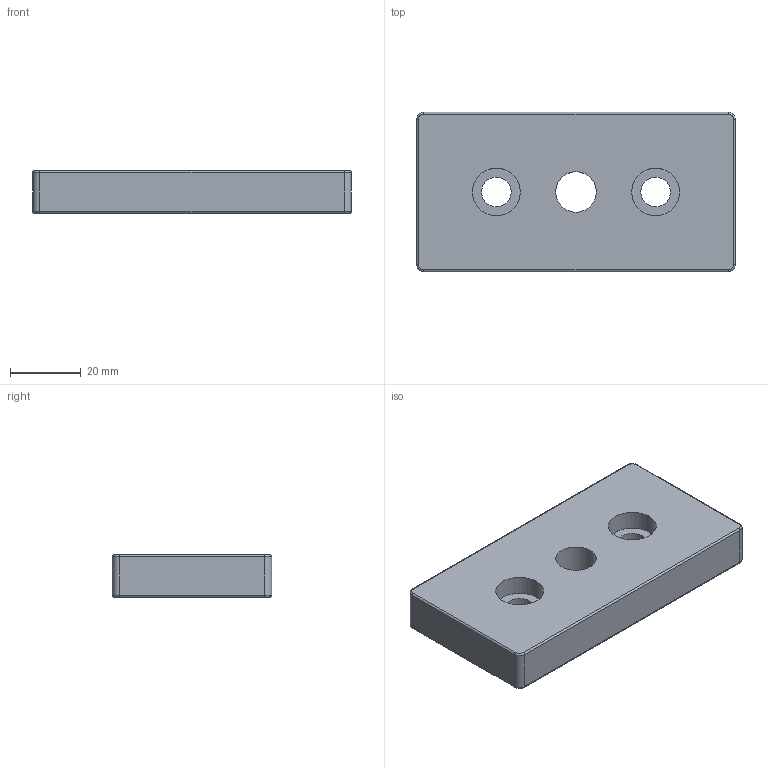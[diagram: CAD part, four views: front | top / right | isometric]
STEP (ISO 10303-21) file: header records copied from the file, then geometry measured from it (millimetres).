
FILE_DESCRIPTION(/* description */ (''),/* implementation_level */ '2;1');
FILE_NAME(/* name */ '700016.stp',/* time_stamp */ '2022-10-10T06:33:54+02:00',/* author */ ('aluteckkpl_am'),/* organization */ (''),/* preprocessor_version */ 'ST-DEVELOPER v18.1',/* originating_system */ 'Autodesk Inventor 2021',/* authorisation */ '');
FILE_SCHEMA (('CONFIG_CONTROL_DESIGN'));
Length unit declared in the file: millimetre
Products named in the file (1): 700016
Bounding box: 90 x 45 x 12 mm (x, y, z)
Volume: 44354.8 mm3; surface area: 12360.1 mm2
Topology: 1 solids, 1 shells, 37 faces, 79 edges, 48 vertices
Faces by surface type: cylinder 19, plane 10, torus 8
Full cylindrical faces by diameter (mm): 8.4 x2, 11.445 x1, 13.5 x2, 20 x1, 27 x1
Entity records: 1071 total; most frequent: DIRECTION 203, CARTESIAN_POINT 165, ORIENTED_EDGE 158, AXIS2_PLACEMENT_3D 86, EDGE_CURVE 79, CIRCLE 48, VERTEX_POINT 48, EDGE_LOOP 47
